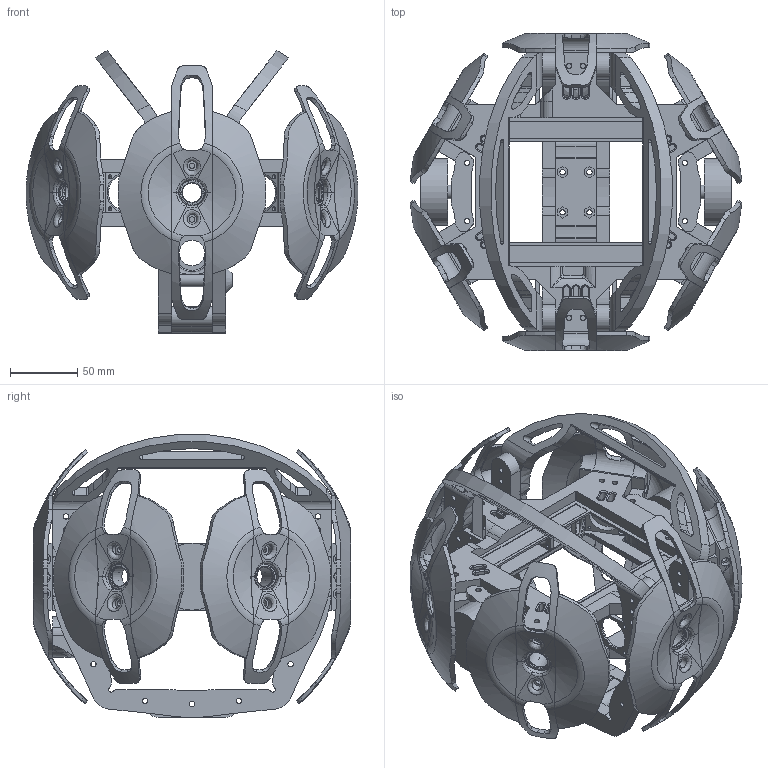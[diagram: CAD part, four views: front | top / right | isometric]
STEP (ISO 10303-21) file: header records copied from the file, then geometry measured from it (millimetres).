
FILE_DESCRIPTION(/* description */ (''),/* implementation_level */ '2;1');
FILE_NAME(/* name */ 'egg-parts.stp',/* time_stamp */ '2024-08-03T08:26:31-07:00',/* author */ ('generic'),/* organization */ (''),/* preprocessor_version */ 'ST-DEVELOPER v19.2',/* originating_system */ 'Autodesk Inventor 2024',/* authorisation */ '');
FILE_SCHEMA (('AUTOMOTIVE_DESIGN { 1 0 10303 214 3 1 1 }'));
Length unit declared in the file: millimetre
Products named in the file (17): egg-parts; camera-top-bracket; battery-top-tray; agx-top-strap; speaker-bracket; speaker-lock; battery-stand; battery-strap; smallface; largeface; simple-fan-holder; smallface-eye; speaker; standoff; button-holder; lense-spring; camera-mount
Assembly tree (55 placements, depth 2):
  egg-parts
    camera-top-bracket
    battery-top-tray
    battery-strap  x2
    agx-top-strap  x2
    speaker-bracket  x2
    speaker-lock  x4
    battery-stand
    simple-fan-holder  x8
    smallface  x4
    largeface  x2
    smallface-eye  x12
    speaker  x2
    standoff
    button-holder
    camera-mount  x6
    lense-spring  x6
Bounding box: 247.46 x 236.99 x 211.03 mm (x, y, z)
Volume: 1039879.2 mm3; surface area: 499009.2 mm2
Topology: 55 solids, 55 shells, 2351 faces, 6263 edges, 4129 vertices
Faces by surface type: cylinder 930, plane 798, bspline 405, torus 127, sphere 46, cone 45
Full cylindrical faces by diameter (mm): 2.1 x24, 2.8 x32, 3.8 x93, 4 x118, 4.2 x16, 4.35 x36, 7.4 x44, 10 x2, 14.504 x6, 18 x6, 19 x1, 19.197 x6, 25 x14, 34 x2, 50 x2
Entity records: 36184 total; most frequent: CARTESIAN_POINT 12445, ORIENTED_EDGE 4890, DIRECTION 4550, EDGE_CURVE 2445, AXIS2_PLACEMENT_3D 1736, VERTEX_POINT 1592, EDGE_LOOP 1187, LINE 1078
